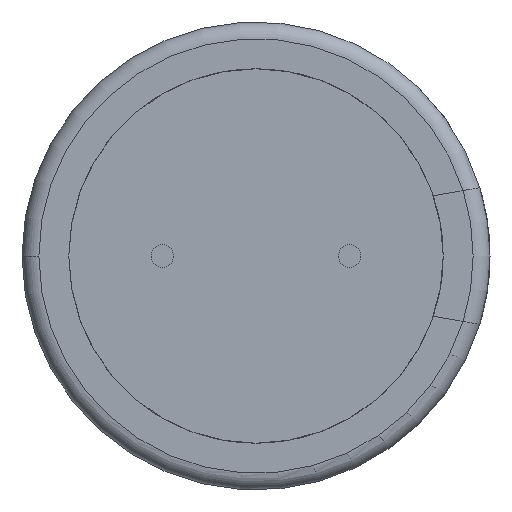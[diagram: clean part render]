
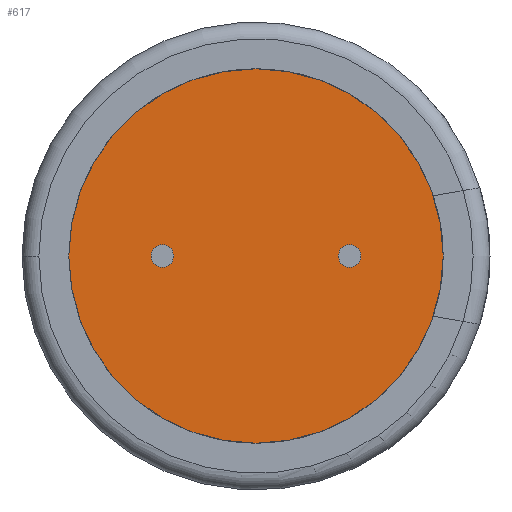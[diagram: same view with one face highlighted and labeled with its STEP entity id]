
A CAD part, front view. The second image highlights one B-rep face of the part: STEP entity #617.
In plain terms, the highlighted planar face has unit normal (0, -1, 0).
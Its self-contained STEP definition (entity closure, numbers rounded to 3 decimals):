
#28 = CARTESIAN_POINT ( 'NONE',  ( -5., 0., 0. ) ) ;
#50 = DIRECTION ( 'NONE',  ( -1., 0., 0. ) ) ;
#74 = ORIENTED_EDGE ( 'NONE', *, *, #1137, .F. ) ;
#108 = CARTESIAN_POINT ( 'NONE',  ( -2.5, 0., 0. ) ) ;
#160 = FACE_BOUND ( 'NONE', #1521, .T. ) ;
#217 = CARTESIAN_POINT ( 'NONE',  ( 2.5, 0., 0.3 ) ) ;
#327 = EDGE_CURVE ( 'NONE', #2404, #1468, #329, .T. ) ;
#329 = CIRCLE ( 'NONE', #2360, 0.3 ) ;
#356 = DIRECTION ( 'NONE',  ( 0., -1., 0. ) ) ;
#358 = CARTESIAN_POINT ( 'NONE',  ( 0., 0., 0. ) ) ;
#401 = CIRCLE ( 'NONE', #1888, 5. ) ;
#423 = ORIENTED_EDGE ( 'NONE', *, *, #1018, .F. ) ;
#543 = DIRECTION ( 'NONE',  ( -1., 0., 0. ) ) ;
#549 = CIRCLE ( 'NONE', #1604, 0.3 ) ;
#575 = EDGE_LOOP ( 'NONE', ( #1724, #861 ) ) ;
#617 = ADVANCED_FACE ( 'NONE', ( #1631, #160, #2063 ), #2278, .F. ) ;
#643 = DIRECTION ( 'NONE',  ( 0., -1., 0. ) ) ;
#774 = CIRCLE ( 'NONE', #1503, 0.3 ) ;
#817 = CARTESIAN_POINT ( 'NONE',  ( 0., 0., 0. ) ) ;
#861 = ORIENTED_EDGE ( 'NONE', *, *, #1880, .F. ) ;
#904 = DIRECTION ( 'NONE',  ( 0., 1., 0. ) ) ;
#975 = CARTESIAN_POINT ( 'NONE',  ( -2.5, 0., 0. ) ) ;
#982 = DIRECTION ( 'NONE',  ( 0., -1., 0. ) ) ;
#1018 = EDGE_CURVE ( 'NONE', #2228, #1267, #1365, .T. ) ;
#1125 = DIRECTION ( 'NONE',  ( 0., 1., 0. ) ) ;
#1137 = EDGE_CURVE ( 'NONE', #1468, #2404, #1455, .T. ) ;
#1194 = EDGE_CURVE ( 'NONE', #1490, #1286, #774, .T. ) ;
#1267 = VERTEX_POINT ( 'NONE', #28 ) ;
#1286 = VERTEX_POINT ( 'NONE', #1309 ) ;
#1309 = CARTESIAN_POINT ( 'NONE',  ( -2.5, 0., -0.3 ) ) ;
#1310 = AXIS2_PLACEMENT_3D ( 'NONE', #817, #1783, #2338 ) ;
#1365 = CIRCLE ( 'NONE', #1611, 5. ) ;
#1455 = CIRCLE ( 'NONE', #2007, 0.3 ) ;
#1468 = VERTEX_POINT ( 'NONE', #217 ) ;
#1490 = VERTEX_POINT ( 'NONE', #1878 ) ;
#1494 = ORIENTED_EDGE ( 'NONE', *, *, #2026, .F. ) ;
#1503 = AXIS2_PLACEMENT_3D ( 'NONE', #975, #982, #50 ) ;
#1521 = EDGE_LOOP ( 'NONE', ( #74, #1652 ) ) ;
#1604 = AXIS2_PLACEMENT_3D ( 'NONE', #108, #643, #2095 ) ;
#1611 = AXIS2_PLACEMENT_3D ( 'NONE', #358, #904, #2189 ) ;
#1631 = FACE_BOUND ( 'NONE', #575, .T. ) ;
#1652 = ORIENTED_EDGE ( 'NONE', *, *, #327, .F. ) ;
#1687 = DIRECTION ( 'NONE',  ( 0., -1., 0. ) ) ;
#1724 = ORIENTED_EDGE ( 'NONE', *, *, #1194, .F. ) ;
#1783 = DIRECTION ( 'NONE',  ( 0., 1., 0. ) ) ;
#1852 = CARTESIAN_POINT ( 'NONE',  ( 0., 0., 0. ) ) ;
#1860 = DIRECTION ( 'NONE',  ( -1., 0., 0. ) ) ;
#1864 = DIRECTION ( 'NONE',  ( -1., 0., 0. ) ) ;
#1873 = CARTESIAN_POINT ( 'NONE',  ( 2.5, 0., 0. ) ) ;
#1878 = CARTESIAN_POINT ( 'NONE',  ( -2.5, 0., 0.3 ) ) ;
#1880 = EDGE_CURVE ( 'NONE', #1286, #1490, #549, .T. ) ;
#1888 = AXIS2_PLACEMENT_3D ( 'NONE', #1852, #1125, #1860 ) ;
#1962 = CARTESIAN_POINT ( 'NONE',  ( 2.5, 0., -0.3 ) ) ;
#2007 = AXIS2_PLACEMENT_3D ( 'NONE', #1873, #1687, #1864 ) ;
#2026 = EDGE_CURVE ( 'NONE', #1267, #2228, #401, .T. ) ;
#2063 = FACE_OUTER_BOUND ( 'NONE', #2377, .T. ) ;
#2090 = CARTESIAN_POINT ( 'NONE',  ( 5., 0., 0. ) ) ;
#2095 = DIRECTION ( 'NONE',  ( -1., 0., 0. ) ) ;
#2189 = DIRECTION ( 'NONE',  ( -1., 0., 0. ) ) ;
#2228 = VERTEX_POINT ( 'NONE', #2090 ) ;
#2278 = PLANE ( 'NONE',  #1310 ) ;
#2338 = DIRECTION ( 'NONE',  ( -1., 0., 0. ) ) ;
#2360 = AXIS2_PLACEMENT_3D ( 'NONE', #2397, #356, #543 ) ;
#2377 = EDGE_LOOP ( 'NONE', ( #1494, #423 ) ) ;
#2397 = CARTESIAN_POINT ( 'NONE',  ( 2.5, 0., 0. ) ) ;
#2404 = VERTEX_POINT ( 'NONE', #1962 ) ;
